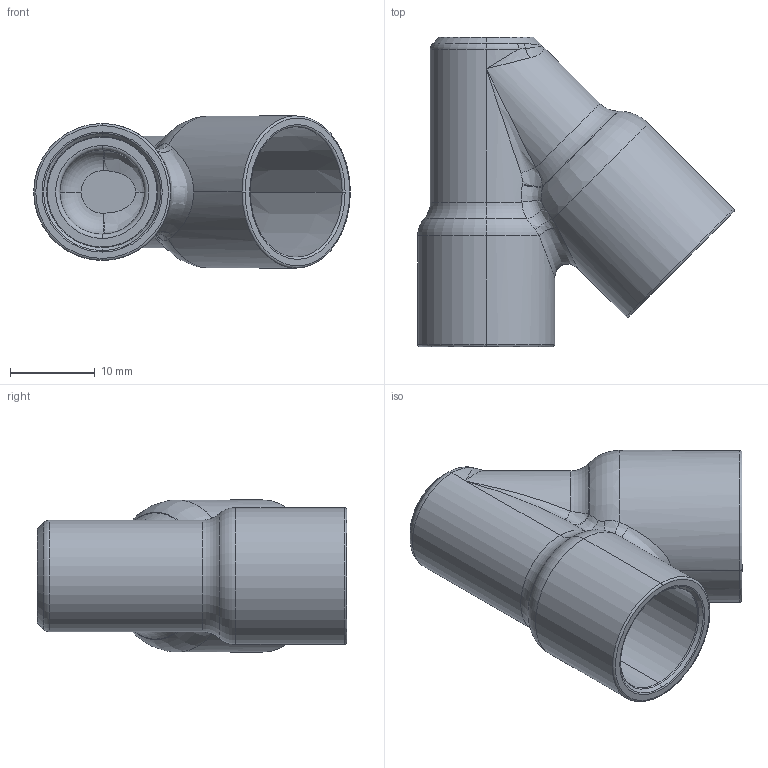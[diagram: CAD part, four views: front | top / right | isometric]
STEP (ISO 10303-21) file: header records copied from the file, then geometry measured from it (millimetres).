
FILE_DESCRIPTION (( 'STEP AP203' ), '1' );
FILE_NAME ('Air inlet.STEP', '2020-03-29T10:54:40', ( '' ), ( '' ), 'SwSTEP 2.0', 'SolidWorks 2018', '' );
FILE_SCHEMA (( 'CONFIG_CONTROL_DESIGN' ));
Length unit declared in the file: millimetre
Products named in the file (1): Air inlet
Bounding box: 37.46 x 36.6 x 18 mm (x, y, z)
Volume: 4397.4 mm3; surface area: 5245.3 mm2
Topology: 1 solids, 1 shells, 92 faces, 210 edges, 111 vertices
Faces by surface type: bspline 31, torus 29, cylinder 17, cone 10, plane 5
Entity records: 3660 total; most frequent: CARTESIAN_POINT 1766, ORIENTED_EDGE 400, DIRECTION 375, EDGE_CURVE 200, AXIS2_PLACEMENT_3D 176, CIRCLE 114, VERTEX_POINT 111, EDGE_LOOP 95
